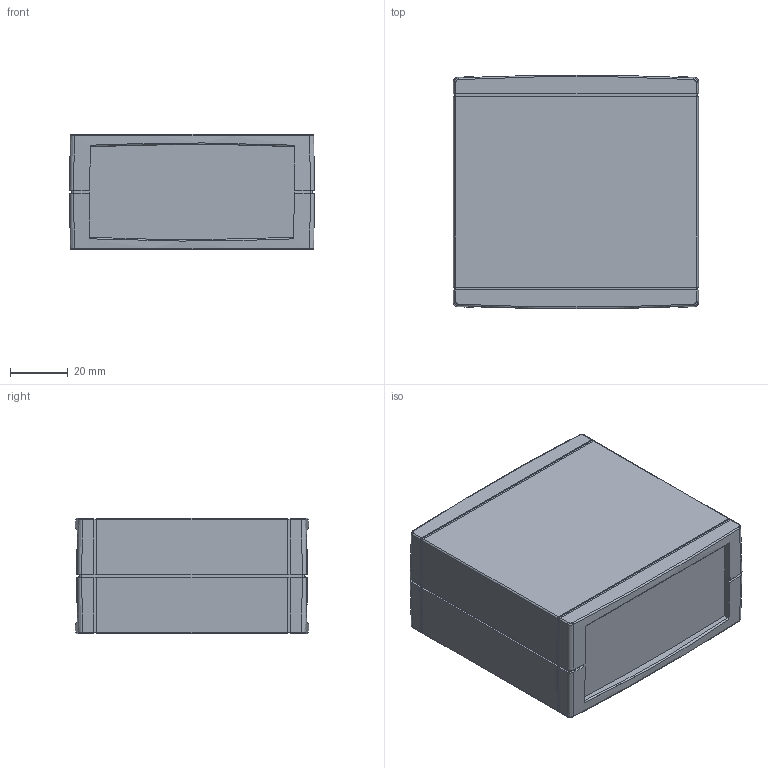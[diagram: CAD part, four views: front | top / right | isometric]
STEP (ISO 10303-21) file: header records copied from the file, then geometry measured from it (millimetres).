
FILE_DESCRIPTION((''),'2;1');
FILE_NAME('26085000_U85-7035.stp','2010-02-09T09:45:03',('kotzmaier'),(''),'Autodesk Inventor 2010','Autodesk Inventor 2010','');
FILE_SCHEMA(('CONFIG_CONTROL_DESIGN'));
Length unit declared in the file: millimetre
Products named in the file (5): U85; U85_HS2_1003684_3Dsym; U85_KST FP_1003576_3Dsym; U85_HS 1_1003683_3Dsym; SHR Z KA30x25 WN 1442 oG_3Dsym
Assembly tree (6 placements, depth 2):
  U85
    U85_HS2_1003684_3Dsym
    U85_KST FP_1003576_3Dsym  x2
    U85_HS 1_1003683_3Dsym
    SHR Z KA30x25 WN 1442 oG_3Dsym  x2
Bounding box: 85 x 81 x 40 mm (x, y, z)
Volume: 66034.8 mm3; surface area: 63228.1 mm2
Topology: 6 solids, 6 shells, 662 faces, 1782 edges, 1178 vertices
Faces by surface type: plane 458, bspline 64, cone 60, cylinder 46, torus 32, sphere 2
Full cylindrical faces by diameter (mm): 2.4 x10, 3 x2, 3.2 x4, 5.3 x2, 6.4 x2, 7.4 x2
Entity records: 24534 total; most frequent: CARTESIAN_POINT 9366, ORIENTED_EDGE 3230, DIRECTION 2820, EDGE_CURVE 1615, VECTOR 1154, LINE 1154, VERTEX_POINT 1093, AXIS2_PLACEMENT_3D 833
